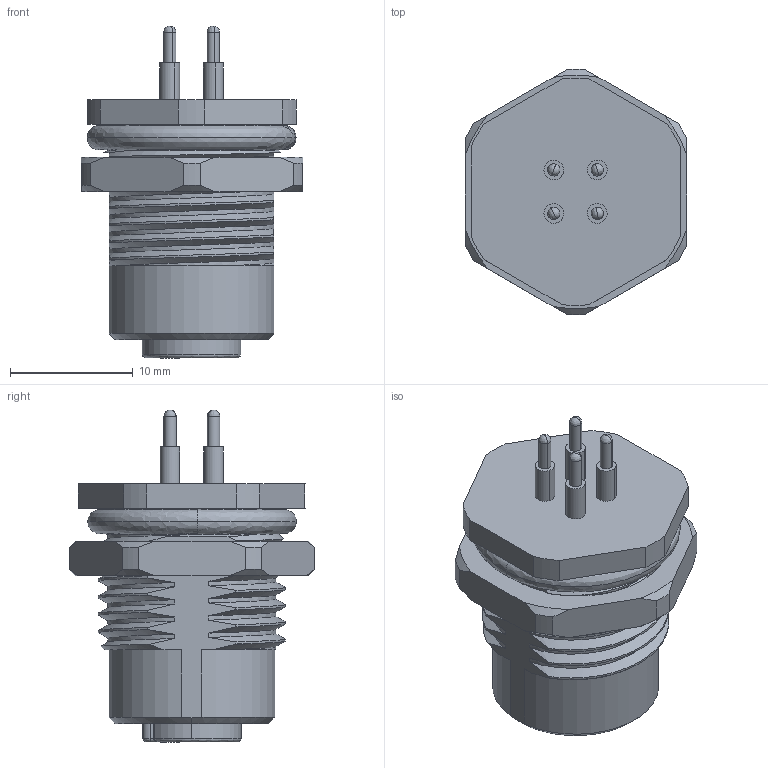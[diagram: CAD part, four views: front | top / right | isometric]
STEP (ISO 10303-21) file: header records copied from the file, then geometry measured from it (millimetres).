
FILE_DESCRIPTION (( 'STEP AP203' ), '1' );
FILE_NAME ('PG9前锁（4芯B）.STEP', '2024-06-16T07:20:27', ( '包' ), ( '' ), 'SwSTEP 2.0', 'SolidWorks 2023', '' );
FILE_SCHEMA (( 'CONFIG_CONTROL_DESIGN' ));
Length unit declared in the file: millimetre
Products named in the file (1): PG9前锁（4芯B）
Bounding box: 18 x 19.99 x 27 mm (x, y, z)
Volume: 3236.9 mm3; surface area: 3633.8 mm2
Topology: 2 solids, 3 shells, 331 faces, 938 edges, 601 vertices
Faces by surface type: cylinder 115, plane 93, bspline 69, cone 54
Entity records: 29562 total; most frequent: CARTESIAN_POINT 21756, ORIENTED_EDGE 1824, DIRECTION 1372, EDGE_CURVE 912, VERTEX_POINT 601, AXIS2_PLACEMENT_3D 517, EDGE_LOOP 361, VECTOR 338
